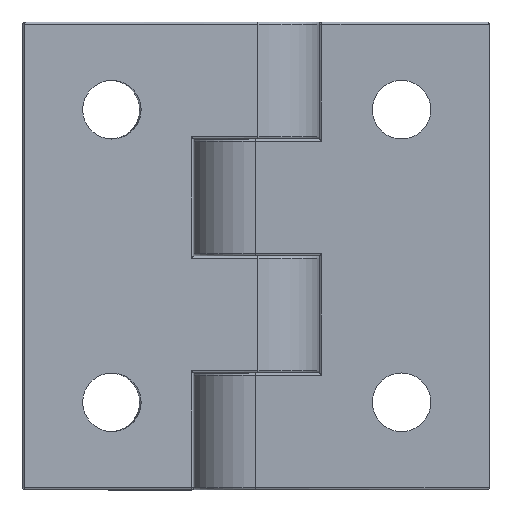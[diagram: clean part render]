
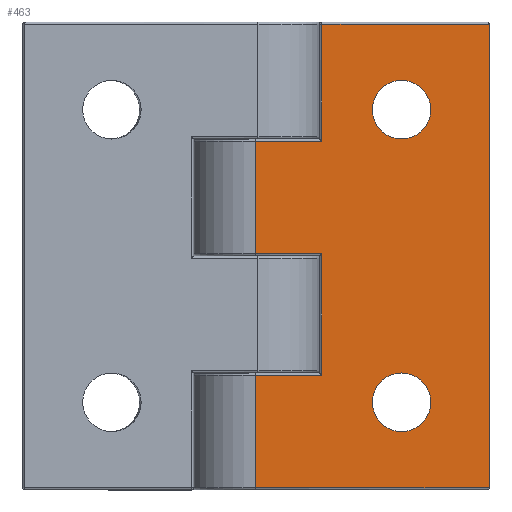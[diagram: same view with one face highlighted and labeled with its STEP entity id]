
A CAD part, front view. The second image highlights one B-rep face of the part: STEP entity #463.
In plain terms, the highlighted face is planar.
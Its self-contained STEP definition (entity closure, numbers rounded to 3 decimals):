
#9 = ORIENTED_EDGE ( 'NONE', *, *, #629, .T. ) ;
#25 = CARTESIAN_POINT ( 'NONE',  ( -10., -0.2, -2.75 ) ) ;
#41 = VECTOR ( 'NONE', #324, 1000. ) ;
#50 = CARTESIAN_POINT ( 'NONE',  ( 0., 12.5, -2.75 ) ) ;
#53 = AXIS2_PLACEMENT_3D ( 'NONE', #170, #560, #1466 ) ;
#59 = VECTOR ( 'NONE', #1559, 1000. ) ;
#65 = VECTOR ( 'NONE', #1027, 1000. ) ;
#74 = DIRECTION ( 'NONE',  ( 0., -1., 0. ) ) ;
#87 = EDGE_CURVE ( 'NONE', #176, #1344, #1094, .T. ) ;
#96 = FACE_BOUND ( 'NONE', #1001, .T. ) ;
#129 = EDGE_LOOP ( 'NONE', ( #867, #920, #1201, #186, #1137, #1236, #1588, #9, #154, #771 ) ) ;
#145 = CARTESIAN_POINT ( 'NONE',  ( 5., -12.5, -2.75 ) ) ;
#154 = ORIENTED_EDGE ( 'NONE', *, *, #1154, .T. ) ;
#170 = CARTESIAN_POINT ( 'NONE',  ( -10., -20., -2.75 ) ) ;
#176 = VERTEX_POINT ( 'NONE', #1285 ) ;
#186 = ORIENTED_EDGE ( 'NONE', *, *, #410, .T. ) ;
#188 = EDGE_CURVE ( 'NONE', #526, #1657, #287, .T. ) ;
#197 = LINE ( 'NONE', #565, #1292 ) ;
#202 = CARTESIAN_POINT ( 'NONE',  ( -10., 20., -2.75 ) ) ;
#221 = VERTEX_POINT ( 'NONE', #1297 ) ;
#222 = EDGE_CURVE ( 'NONE', #1657, #526, #1604, .T. ) ;
#235 = AXIS2_PLACEMENT_3D ( 'NONE', #1266, #497, #1397 ) ;
#254 = DIRECTION ( 'NONE',  ( -1., 0., 0. ) ) ;
#287 = CIRCLE ( 'NONE', #430, 2.5 ) ;
#321 = LINE ( 'NONE', #1167, #1508 ) ;
#324 = DIRECTION ( 'NONE',  ( 0., -1., 0. ) ) ;
#334 = VERTEX_POINT ( 'NONE', #466 ) ;
#372 = CARTESIAN_POINT ( 'NONE',  ( -10., 10.2, -2.75 ) ) ;
#378 = LINE ( 'NONE', #1558, #988 ) ;
#391 = CIRCLE ( 'NONE', #235, 2.5 ) ;
#393 = LINE ( 'NONE', #1428, #59 ) ;
#410 = EDGE_CURVE ( 'NONE', #451, #663, #378, .T. ) ;
#430 = AXIS2_PLACEMENT_3D ( 'NONE', #760, #1033, #531 ) ;
#438 = VERTEX_POINT ( 'NONE', #1170 ) ;
#440 = FACE_OUTER_BOUND ( 'NONE', #129, .T. ) ;
#448 = EDGE_CURVE ( 'NONE', #1034, #334, #955, .T. ) ;
#451 = VERTEX_POINT ( 'NONE', #1327 ) ;
#463 = ADVANCED_FACE ( 'NONE', ( #96, #820, #440 ), #688, .F. ) ;
#466 = CARTESIAN_POINT ( 'NONE',  ( 5., 12.5, -2.75 ) ) ;
#488 = LINE ( 'NONE', #537, #1104 ) ;
#497 = DIRECTION ( 'NONE',  ( 0., 0., 1. ) ) ;
#507 = AXIS2_PLACEMENT_3D ( 'NONE', #1303, #554, #1286 ) ;
#508 = ORIENTED_EDGE ( 'NONE', *, *, #222, .T. ) ;
#526 = VERTEX_POINT ( 'NONE', #145 ) ;
#531 = DIRECTION ( 'NONE',  ( 1., 0., 0. ) ) ;
#537 = CARTESIAN_POINT ( 'NONE',  ( -10., -9.8, -2.75 ) ) ;
#550 = VECTOR ( 'NONE', #74, 1000. ) ;
#554 = DIRECTION ( 'NONE',  ( 0., 0., 1. ) ) ;
#560 = DIRECTION ( 'NONE',  ( 0., 0., 1. ) ) ;
#565 = CARTESIAN_POINT ( 'NONE',  ( 10., 20., -2.75 ) ) ;
#629 = EDGE_CURVE ( 'NONE', #1507, #1504, #1219, .T. ) ;
#660 = CARTESIAN_POINT ( 'NONE',  ( -4.3, -9.8, -2.75 ) ) ;
#663 = VERTEX_POINT ( 'NONE', #935 ) ;
#688 = PLANE ( 'NONE',  #53 ) ;
#744 = VECTOR ( 'NONE', #842, 1000. ) ;
#760 = CARTESIAN_POINT ( 'NONE',  ( 2.5, -12.5, -2.75 ) ) ;
#771 = ORIENTED_EDGE ( 'NONE', *, *, #87, .T. ) ;
#795 = EDGE_CURVE ( 'NONE', #1507, #819, #1107, .T. ) ;
#819 = VERTEX_POINT ( 'NONE', #1217 ) ;
#820 = FACE_BOUND ( 'NONE', #1273, .T. ) ;
#826 = DIRECTION ( 'NONE',  ( 1., 0., 0. ) ) ;
#842 = DIRECTION ( 'NONE',  ( 0., 1., 0. ) ) ;
#867 = ORIENTED_EDGE ( 'NONE', *, *, #870, .F. ) ;
#870 = EDGE_CURVE ( 'NONE', #221, #1344, #901, .T. ) ;
#878 = ORIENTED_EDGE ( 'NONE', *, *, #188, .T. ) ;
#879 = VECTOR ( 'NONE', #1182, 1000. ) ;
#901 = LINE ( 'NONE', #202, #550 ) ;
#920 = ORIENTED_EDGE ( 'NONE', *, *, #1473, .T. ) ;
#934 = EDGE_CURVE ( 'NONE', #663, #1498, #393, .T. ) ;
#935 = CARTESIAN_POINT ( 'NONE',  ( -4.3, -19.8, -2.75 ) ) ;
#946 = DIRECTION ( 'NONE',  ( 0., 0., 1. ) ) ;
#955 = CIRCLE ( 'NONE', #1365, 2.5 ) ;
#964 = CARTESIAN_POINT ( 'NONE',  ( -10., 20., -2.75 ) ) ;
#988 = VECTOR ( 'NONE', #254, 1000. ) ;
#1001 = EDGE_LOOP ( 'NONE', ( #1293, #1085 ) ) ;
#1027 = DIRECTION ( 'NONE',  ( -1., 0., 0. ) ) ;
#1033 = DIRECTION ( 'NONE',  ( 0., 0., 1. ) ) ;
#1034 = VERTEX_POINT ( 'NONE', #50 ) ;
#1061 = CARTESIAN_POINT ( 'NONE',  ( -4.3, -0.2, -2.75 ) ) ;
#1077 = EDGE_CURVE ( 'NONE', #451, #438, #197, .T. ) ;
#1085 = ORIENTED_EDGE ( 'NONE', *, *, #448, .T. ) ;
#1094 = LINE ( 'NONE', #372, #65 ) ;
#1104 = VECTOR ( 'NONE', #1563, 1000. ) ;
#1107 = LINE ( 'NONE', #964, #41 ) ;
#1137 = ORIENTED_EDGE ( 'NONE', *, *, #934, .T. ) ;
#1139 = LINE ( 'NONE', #1609, #744 ) ;
#1153 = CARTESIAN_POINT ( 'NONE',  ( 0., -12.5, -2.75 ) ) ;
#1154 = EDGE_CURVE ( 'NONE', #1504, #176, #1139, .T. ) ;
#1167 = CARTESIAN_POINT ( 'NONE',  ( -10., 19.8, -2.75 ) ) ;
#1170 = CARTESIAN_POINT ( 'NONE',  ( 10., 19.8, -2.75 ) ) ;
#1182 = DIRECTION ( 'NONE',  ( 1., 0., 0. ) ) ;
#1201 = ORIENTED_EDGE ( 'NONE', *, *, #1077, .F. ) ;
#1202 = CARTESIAN_POINT ( 'NONE',  ( 2.5, 12.5, -2.75 ) ) ;
#1217 = CARTESIAN_POINT ( 'NONE',  ( -10., -9.8, -2.75 ) ) ;
#1219 = LINE ( 'NONE', #25, #879 ) ;
#1236 = ORIENTED_EDGE ( 'NONE', *, *, #1522, .T. ) ;
#1266 = CARTESIAN_POINT ( 'NONE',  ( 2.5, 12.5, -2.75 ) ) ;
#1273 = EDGE_LOOP ( 'NONE', ( #878, #508 ) ) ;
#1285 = CARTESIAN_POINT ( 'NONE',  ( -4.3, 10.2, -2.75 ) ) ;
#1286 = DIRECTION ( 'NONE',  ( 1., 0., 0. ) ) ;
#1292 = VECTOR ( 'NONE', #1470, 1000. ) ;
#1293 = ORIENTED_EDGE ( 'NONE', *, *, #1328, .T. ) ;
#1297 = CARTESIAN_POINT ( 'NONE',  ( -10., 19.8, -2.75 ) ) ;
#1303 = CARTESIAN_POINT ( 'NONE',  ( 2.5, -12.5, -2.75 ) ) ;
#1327 = CARTESIAN_POINT ( 'NONE',  ( 10., -19.8, -2.75 ) ) ;
#1328 = EDGE_CURVE ( 'NONE', #334, #1034, #391, .T. ) ;
#1344 = VERTEX_POINT ( 'NONE', #1648 ) ;
#1365 = AXIS2_PLACEMENT_3D ( 'NONE', #1202, #946, #826 ) ;
#1397 = DIRECTION ( 'NONE',  ( 1., 0., 0. ) ) ;
#1421 = DIRECTION ( 'NONE',  ( 1., 0., 0. ) ) ;
#1427 = CARTESIAN_POINT ( 'NONE',  ( -10., -0.2, -2.75 ) ) ;
#1428 = CARTESIAN_POINT ( 'NONE',  ( -4.3, -20., -2.75 ) ) ;
#1466 = DIRECTION ( 'NONE',  ( 1., 0., 0. ) ) ;
#1470 = DIRECTION ( 'NONE',  ( 0., 1., 0. ) ) ;
#1473 = EDGE_CURVE ( 'NONE', #221, #438, #321, .T. ) ;
#1498 = VERTEX_POINT ( 'NONE', #660 ) ;
#1504 = VERTEX_POINT ( 'NONE', #1061 ) ;
#1507 = VERTEX_POINT ( 'NONE', #1427 ) ;
#1508 = VECTOR ( 'NONE', #1421, 1000. ) ;
#1522 = EDGE_CURVE ( 'NONE', #1498, #819, #488, .T. ) ;
#1558 = CARTESIAN_POINT ( 'NONE',  ( -10., -19.8, -2.75 ) ) ;
#1559 = DIRECTION ( 'NONE',  ( 0., 1., 0. ) ) ;
#1563 = DIRECTION ( 'NONE',  ( -1., 0., 0. ) ) ;
#1588 = ORIENTED_EDGE ( 'NONE', *, *, #795, .F. ) ;
#1604 = CIRCLE ( 'NONE', #507, 2.5 ) ;
#1609 = CARTESIAN_POINT ( 'NONE',  ( -4.3, -20., -2.75 ) ) ;
#1648 = CARTESIAN_POINT ( 'NONE',  ( -10., 10.2, -2.75 ) ) ;
#1657 = VERTEX_POINT ( 'NONE', #1153 ) ;
